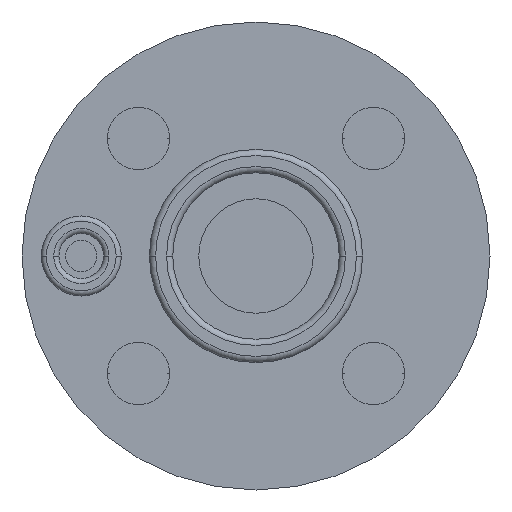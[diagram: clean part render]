
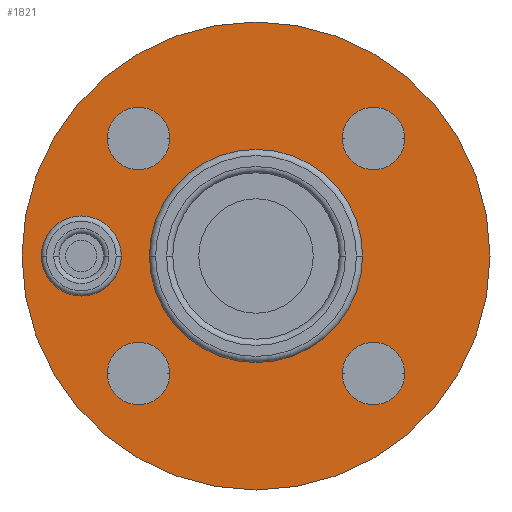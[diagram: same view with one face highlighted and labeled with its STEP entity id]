
A CAD part, front view. The second image highlights one B-rep face of the part: STEP entity #1821.
In plain terms, the highlighted planar face has unit normal (0, -1, 0).
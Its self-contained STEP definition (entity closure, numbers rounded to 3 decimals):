
#208=CARTESIAN_POINT('',(11.3,0.,11.3));
#209=DIRECTION('',(0.,-1.,0.));
#210=DIRECTION('',(-1.,0.,0.));
#211=AXIS2_PLACEMENT_3D('',#208,#209,#210);
#216=CARTESIAN_POINT('',(11.3,0.,11.3));
#217=DIRECTION('',(0.,-1.,0.));
#218=DIRECTION('',(1.,0.,0.));
#219=AXIS2_PLACEMENT_3D('',#216,#217,#218);
#224=CARTESIAN_POINT('',(-11.3,0.,11.3));
#225=DIRECTION('',(0.,-1.,0.));
#226=DIRECTION('',(-1.,0.,0.));
#227=AXIS2_PLACEMENT_3D('',#224,#225,#226);
#232=CARTESIAN_POINT('',(-11.3,0.,11.3));
#233=DIRECTION('',(0.,-1.,0.));
#234=DIRECTION('',(1.,0.,0.));
#235=AXIS2_PLACEMENT_3D('',#232,#233,#234);
#240=CARTESIAN_POINT('',(11.3,0.,-11.3));
#241=DIRECTION('',(0.,-1.,0.));
#242=DIRECTION('',(-1.,0.,0.));
#243=AXIS2_PLACEMENT_3D('',#240,#241,#242);
#248=CARTESIAN_POINT('',(11.3,0.,-11.3));
#249=DIRECTION('',(0.,-1.,0.));
#250=DIRECTION('',(1.,0.,0.));
#251=AXIS2_PLACEMENT_3D('',#248,#249,#250);
#256=CARTESIAN_POINT('',(-11.3,0.,-11.3));
#257=DIRECTION('',(0.,-1.,0.));
#258=DIRECTION('',(-1.,0.,0.));
#259=AXIS2_PLACEMENT_3D('',#256,#257,#258);
#264=CARTESIAN_POINT('',(-11.3,0.,-11.3));
#265=DIRECTION('',(0.,-1.,0.));
#266=DIRECTION('',(1.,0.,0.));
#267=AXIS2_PLACEMENT_3D('',#264,#265,#266);
#288=CARTESIAN_POINT('',(-16.8,0.,0.));
#289=DIRECTION('',(0.,1.,0.));
#290=DIRECTION('',(1.,0.,0.));
#291=AXIS2_PLACEMENT_3D('',#288,#289,#290);
#296=CARTESIAN_POINT('',(-16.8,0.,0.));
#297=DIRECTION('',(0.,1.,0.));
#298=DIRECTION('',(-1.,0.,0.));
#299=AXIS2_PLACEMENT_3D('',#296,#297,#298);
#304=CARTESIAN_POINT('',(0.,0.,0.));
#305=DIRECTION('',(0.,1.,0.));
#306=DIRECTION('',(-1.,0.,0.));
#307=AXIS2_PLACEMENT_3D('',#304,#305,#306);
#312=CARTESIAN_POINT('',(0.,0.,0.));
#313=DIRECTION('',(0.,1.,0.));
#314=DIRECTION('',(1.,0.,0.));
#315=AXIS2_PLACEMENT_3D('',#312,#313,#314);
#320=CARTESIAN_POINT('',(0.,0.,0.));
#321=DIRECTION('',(0.,1.,0.));
#322=DIRECTION('',(1.,0.,0.));
#323=AXIS2_PLACEMENT_3D('',#320,#321,#322);
#335=CARTESIAN_POINT('',(0.,0.,0.));
#336=DIRECTION('',(0.,-1.,0.));
#337=DIRECTION('',(1.,0.,0.));
#338=AXIS2_PLACEMENT_3D('',#335,#336,#337);
#1506=CARTESIAN_POINT('',(22.5,0.,0.));
#1508=VERTEX_POINT('',#1506);
#1530=CARTESIAN_POINT('',(-22.5,0.,0.));
#1532=VERTEX_POINT('',#1530);
#1576=CARTESIAN_POINT('',(8.3,0.,11.3));
#1577=CARTESIAN_POINT('',(14.3,0.,11.3));
#1578=VERTEX_POINT('',#1576);
#1579=VERTEX_POINT('',#1577);
#1590=CARTESIAN_POINT('',(-14.3,0.,11.3));
#1591=VERTEX_POINT('',#1590);
#1592=CARTESIAN_POINT('',(-8.3,0.,11.3));
#1593=VERTEX_POINT('',#1592);
#1604=CARTESIAN_POINT('',(8.3,0.,-11.3));
#1605=VERTEX_POINT('',#1604);
#1606=CARTESIAN_POINT('',(14.3,0.,-11.3));
#1607=VERTEX_POINT('',#1606);
#1618=CARTESIAN_POINT('',(-14.3,0.,-11.3));
#1619=VERTEX_POINT('',#1618);
#1620=CARTESIAN_POINT('',(-8.3,0.,-11.3));
#1621=VERTEX_POINT('',#1620);
#1634=CARTESIAN_POINT('',(-13.45,0.,0.));
#1635=CARTESIAN_POINT('',(-20.15,0.,0.));
#1636=VERTEX_POINT('',#1634);
#1637=VERTEX_POINT('',#1635);
#1658=CARTESIAN_POINT('',(-9.65,0.,0.));
#1659=CARTESIAN_POINT('',(9.65,0.,0.));
#1660=VERTEX_POINT('',#1658);
#1661=VERTEX_POINT('',#1659);
#1776=CARTESIAN_POINT('',(0.,0.,0.));
#1777=DIRECTION('',(0.,1.,0.));
#1778=DIRECTION('',(1.,0.,0.));
#1779=AXIS2_PLACEMENT_3D('',#1776,#1777,#1778);
#1780=PLANE('',#1779);
#1782=ORIENTED_EDGE('',*,*,#1781,.T.);
#1784=ORIENTED_EDGE('',*,*,#1783,.F.);
#1785=EDGE_LOOP('',(#1782,#1784));
#1786=FACE_OUTER_BOUND('',#1785,.F.);
#1788=ORIENTED_EDGE('',*,*,#1787,.T.);
#1790=ORIENTED_EDGE('',*,*,#1789,.T.);
#1791=EDGE_LOOP('',(#1788,#1790));
#1792=FACE_BOUND('',#1791,.F.);
#1794=ORIENTED_EDGE('',*,*,#1793,.T.);
#1796=ORIENTED_EDGE('',*,*,#1795,.T.);
#1797=EDGE_LOOP('',(#1794,#1796));
#1798=FACE_BOUND('',#1797,.F.);
#1799=ORIENTED_EDGE('',*,*,#1719,.T.);
#1800=ORIENTED_EDGE('',*,*,#1701,.T.);
#1801=EDGE_LOOP('',(#1799,#1800));
#1802=FACE_BOUND('',#1801,.F.);
#1804=ORIENTED_EDGE('',*,*,#1803,.T.);
#1806=ORIENTED_EDGE('',*,*,#1805,.T.);
#1807=EDGE_LOOP('',(#1804,#1806));
#1808=FACE_BOUND('',#1807,.F.);
#1810=ORIENTED_EDGE('',*,*,#1809,.F.);
#1812=ORIENTED_EDGE('',*,*,#1811,.F.);
#1813=EDGE_LOOP('',(#1810,#1812));
#1814=FACE_BOUND('',#1813,.F.);
#1816=ORIENTED_EDGE('',*,*,#1815,.F.);
#1818=ORIENTED_EDGE('',*,*,#1817,.F.);
#1819=EDGE_LOOP('',(#1816,#1818));
#1820=FACE_BOUND('',#1819,.F.);
#212=CIRCLE('',#211,3.);
#220=CIRCLE('',#219,3.);
#228=CIRCLE('',#227,3.);
#236=CIRCLE('',#235,3.);
#244=CIRCLE('',#243,3.);
#252=CIRCLE('',#251,3.);
#260=CIRCLE('',#259,3.);
#268=CIRCLE('',#267,3.);
#292=CIRCLE('',#291,3.35);
#300=CIRCLE('',#299,3.35);
#308=CIRCLE('',#307,9.65);
#316=CIRCLE('',#315,9.65);
#324=CIRCLE('',#323,22.5);
#339=CIRCLE('',#338,22.5);
#1701=EDGE_CURVE('',#1607,#1605,#252,.T.);
#1719=EDGE_CURVE('',#1605,#1607,#244,.T.);
#1781=EDGE_CURVE('',#1508,#1532,#324,.T.);
#1783=EDGE_CURVE('',#1508,#1532,#339,.T.);
#1787=EDGE_CURVE('',#1578,#1579,#212,.T.);
#1789=EDGE_CURVE('',#1579,#1578,#220,.T.);
#1793=EDGE_CURVE('',#1591,#1593,#228,.T.);
#1795=EDGE_CURVE('',#1593,#1591,#236,.T.);
#1803=EDGE_CURVE('',#1619,#1621,#260,.T.);
#1805=EDGE_CURVE('',#1621,#1619,#268,.T.);
#1809=EDGE_CURVE('',#1636,#1637,#292,.T.);
#1811=EDGE_CURVE('',#1637,#1636,#300,.T.);
#1815=EDGE_CURVE('',#1660,#1661,#308,.T.);
#1817=EDGE_CURVE('',#1661,#1660,#316,.T.);
#1821=ADVANCED_FACE('',(#1786,#1792,#1798,#1802,#1808,#1814,#1820),#1780,.F.);
